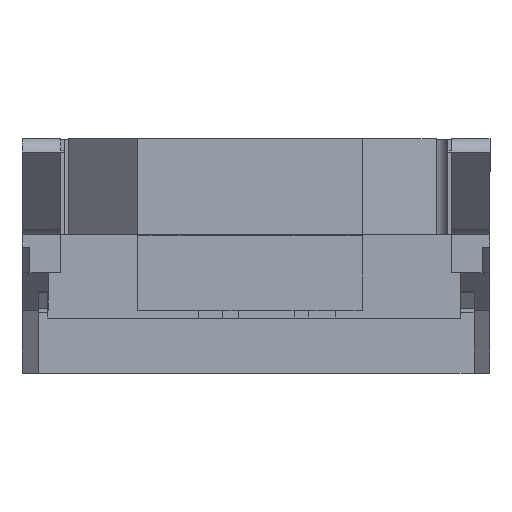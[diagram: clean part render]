
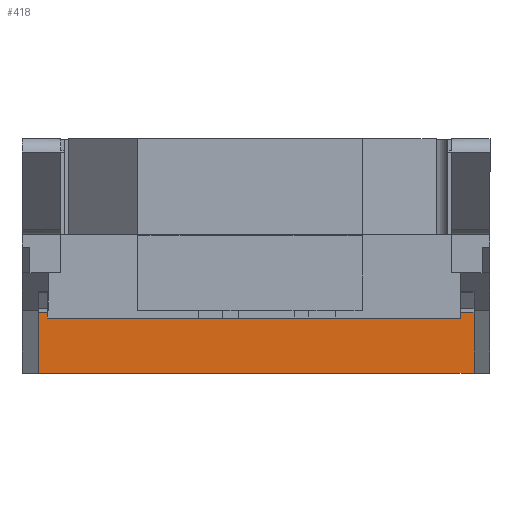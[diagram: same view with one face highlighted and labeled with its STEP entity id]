
A CAD part, top view. The second image highlights one B-rep face of the part: STEP entity #418.
In plain terms, the highlighted planar face has unit normal (0, 0, 1).
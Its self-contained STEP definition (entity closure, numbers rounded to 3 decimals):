
#154 = CARTESIAN_POINT ( 'NONE',  ( -13.609, -4.821, -11.774 ) ) ;
#214 = LINE ( 'NONE', #5779, #6080 ) ;
#291 = LINE ( 'NONE', #154, #698 ) ;
#418 = ADVANCED_FACE ( 'NONE', ( #8092 ), #5947, .F. ) ;
#698 = VECTOR ( 'NONE', #7740, 1000. ) ;
#818 = CARTESIAN_POINT ( 'NONE',  ( -14.64, -3.084, -11.774 ) ) ;
#847 = CARTESIAN_POINT ( 'NONE',  ( -13.609, -4.821, -11.774 ) ) ;
#966 = ORIENTED_EDGE ( 'NONE', *, *, #2765, .T. ) ;
#1057 = CARTESIAN_POINT ( 'NONE',  ( 13.64, -4.821, -11.774 ) ) ;
#1225 = VERTEX_POINT ( 'NONE', #3030 ) ;
#1362 = CARTESIAN_POINT ( 'NONE',  ( -12.209, 6.001, -11.774 ) ) ;
#1596 = EDGE_CURVE ( 'NONE', #4295, #1761, #5072, .T. ) ;
#1655 = VERTEX_POINT ( 'NONE', #6328 ) ;
#1761 = VERTEX_POINT ( 'NONE', #7747 ) ;
#1862 = EDGE_CURVE ( 'NONE', #1655, #5569, #7451, .T. ) ;
#1967 = CARTESIAN_POINT ( 'NONE',  ( -12.209, -4.821, -11.774 ) ) ;
#2059 = VECTOR ( 'NONE', #6481, 1000. ) ;
#2448 = ORIENTED_EDGE ( 'NONE', *, *, #5147, .F. ) ;
#2765 = EDGE_CURVE ( 'NONE', #1225, #5472, #6065, .T. ) ;
#2936 = CARTESIAN_POINT ( 'NONE',  ( 12.231, -3.084, -11.774 ) ) ;
#3030 = CARTESIAN_POINT ( 'NONE',  ( -13.609, -8.621, -11.774 ) ) ;
#3339 = EDGE_CURVE ( 'NONE', #4784, #4295, #6961, .T. ) ;
#3346 = ORIENTED_EDGE ( 'NONE', *, *, #7301, .F. ) ;
#3408 = DIRECTION ( 'NONE',  ( 0., 0., -1. ) ) ;
#3502 = EDGE_CURVE ( 'NONE', #6242, #1225, #291, .T. ) ;
#3852 = CARTESIAN_POINT ( 'NONE',  ( 13.64, -8.621, -11.774 ) ) ;
#4024 = DIRECTION ( 'NONE',  ( 1., 0., 0. ) ) ;
#4092 = VECTOR ( 'NONE', #4705, 1000. ) ;
#4184 = ORIENTED_EDGE ( 'NONE', *, *, #5121, .F. ) ;
#4193 = LINE ( 'NONE', #818, #4092 ) ;
#4295 = VERTEX_POINT ( 'NONE', #7591 ) ;
#4607 = CARTESIAN_POINT ( 'NONE',  ( -13.609, -4.821, -11.774 ) ) ;
#4652 = ORIENTED_EDGE ( 'NONE', *, *, #1596, .F. ) ;
#4675 = VECTOR ( 'NONE', #5726, 1000. ) ;
#4705 = DIRECTION ( 'NONE',  ( 1., 0., 0. ) ) ;
#4716 = DIRECTION ( 'NONE',  ( -1., 0., 0. ) ) ;
#4784 = VERTEX_POINT ( 'NONE', #2936 ) ;
#4889 = VECTOR ( 'NONE', #7089, 1000. ) ;
#5072 = LINE ( 'NONE', #1057, #5549 ) ;
#5116 = LINE ( 'NONE', #847, #8006 ) ;
#5121 = EDGE_CURVE ( 'NONE', #1761, #5472, #214, .T. ) ;
#5147 = EDGE_CURVE ( 'NONE', #1655, #4784, #4193, .T. ) ;
#5472 = VERTEX_POINT ( 'NONE', #6510 ) ;
#5525 = DIRECTION ( 'NONE',  ( 1., 0., 0. ) ) ;
#5549 = VECTOR ( 'NONE', #5525, 1000. ) ;
#5569 = VERTEX_POINT ( 'NONE', #1967 ) ;
#5614 = ORIENTED_EDGE ( 'NONE', *, *, #3339, .F. ) ;
#5726 = DIRECTION ( 'NONE',  ( 0., -1., 0. ) ) ;
#5759 = CARTESIAN_POINT ( 'NONE',  ( 12.231, 6.001, -11.774 ) ) ;
#5779 = CARTESIAN_POINT ( 'NONE',  ( 13.64, -4.821, -11.774 ) ) ;
#5860 = EDGE_LOOP ( 'NONE', ( #966, #4184, #4652, #5614, #2448, #7224, #3346, #6626 ) ) ;
#5947 = PLANE ( 'NONE',  #7490 ) ;
#6065 = LINE ( 'NONE', #3852, #4889 ) ;
#6080 = VECTOR ( 'NONE', #6361, 1000. ) ;
#6242 = VERTEX_POINT ( 'NONE', #4607 ) ;
#6328 = CARTESIAN_POINT ( 'NONE',  ( -12.209, -3.084, -11.774 ) ) ;
#6361 = DIRECTION ( 'NONE',  ( 0., -1., 0. ) ) ;
#6481 = DIRECTION ( 'NONE',  ( 0., -1., 0. ) ) ;
#6510 = CARTESIAN_POINT ( 'NONE',  ( 13.64, -8.621, -11.774 ) ) ;
#6609 = CARTESIAN_POINT ( 'NONE',  ( 13.64, -4.821, -11.774 ) ) ;
#6626 = ORIENTED_EDGE ( 'NONE', *, *, #3502, .T. ) ;
#6961 = LINE ( 'NONE', #5759, #4675 ) ;
#7089 = DIRECTION ( 'NONE',  ( 1., 0., 0. ) ) ;
#7224 = ORIENTED_EDGE ( 'NONE', *, *, #1862, .T. ) ;
#7301 = EDGE_CURVE ( 'NONE', #6242, #5569, #5116, .T. ) ;
#7451 = LINE ( 'NONE', #1362, #2059 ) ;
#7490 = AXIS2_PLACEMENT_3D ( 'NONE', #6609, #3408, #4716 ) ;
#7591 = CARTESIAN_POINT ( 'NONE',  ( 12.231, -4.821, -11.774 ) ) ;
#7740 = DIRECTION ( 'NONE',  ( 0., -1., 0. ) ) ;
#7747 = CARTESIAN_POINT ( 'NONE',  ( 13.64, -4.821, -11.774 ) ) ;
#8006 = VECTOR ( 'NONE', #4024, 1000. ) ;
#8092 = FACE_OUTER_BOUND ( 'NONE', #5860, .T. ) ;
